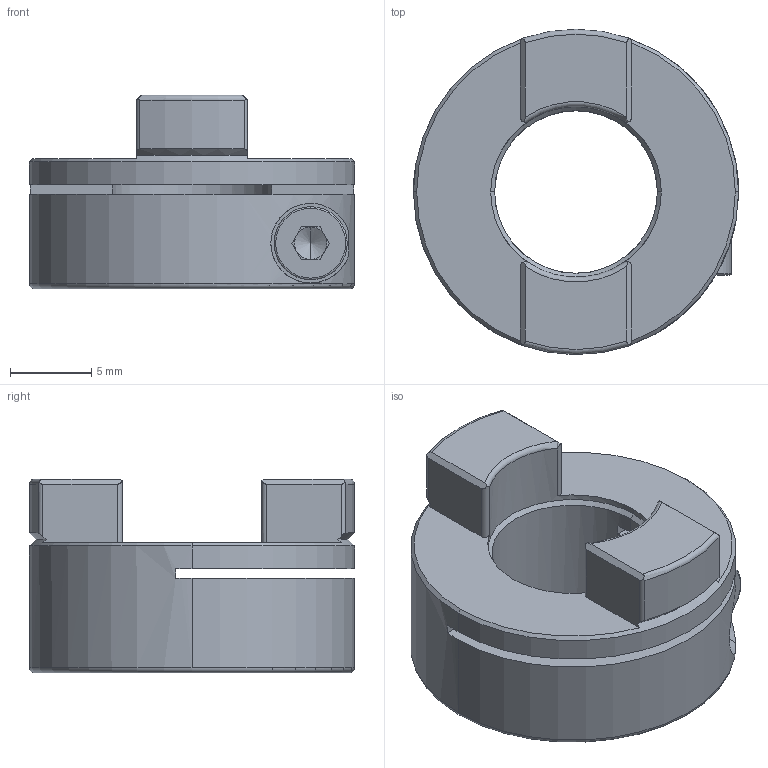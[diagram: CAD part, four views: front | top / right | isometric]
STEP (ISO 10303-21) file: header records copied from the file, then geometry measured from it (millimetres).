
FILE_DESCRIPTION (( 'STEP AP203' ), '1' );
FILE_NAME ('SOH-20C-10.step', '2021-04-15T12:48:01', ( '' ), ( '' ), 'SwSTEP 2.0', 'SolidWorks 2021', '' );
FILE_SCHEMA (( 'CONFIG_CONTROL_DESIGN' ));
Length unit declared in the file: millimetre
Products named in the file (1): SOH-20C-10
Bounding box: 20 x 20 x 11.9 mm (x, y, z)
Volume: 1999.5 mm3; surface area: 1900.2 mm2
Topology: 2 solids, 2 shells, 97 faces, 251 edges, 157 vertices
Faces by surface type: plane 38, cylinder 34, cone 14, torus 11
Entity records: 3465 total; most frequent: CARTESIAN_POINT 1047, ORIENTED_EDGE 498, DIRECTION 490, EDGE_CURVE 249, AXIS2_PLACEMENT_3D 192, VERTEX_POINT 157, LINE 106, VECTOR 106
